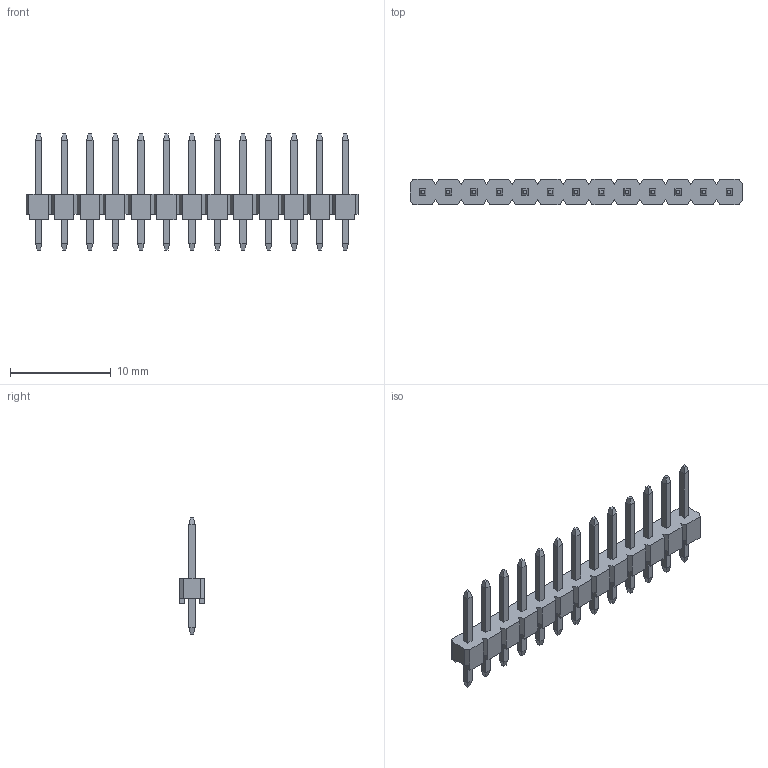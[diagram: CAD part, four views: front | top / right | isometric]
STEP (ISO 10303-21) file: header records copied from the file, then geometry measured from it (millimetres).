
FILE_DESCRIPTION(('STEP AP214'),'1');
FILE_NAME('43740.stp','2020-03-09T07:04:40',('TraceParts'),('TraceParts S.A.'),'Spatial InterOp 3D',' ',' ');
FILE_SCHEMA(('AUTOMOTIVE_DESIGN { 1 0 10303 214 1 1 1 1 }'));
Length unit declared in the file: millimetre
Products named in the file (1): 43740_1
Bounding box: 33.02 x 2.54 x 11.54 mm (x, y, z)
Volume: 220.8 mm3; surface area: 826.8 mm2
Topology: 14 solids, 14 shells, 420 faces, 1024 edges, 632 vertices
Faces by surface type: plane 420
Entity records: 13428 total; most frequent: CARTESIAN_POINT 2090, ORIENTED_EDGE 2048, DIRECTION 1892, EDGE_CURVE 1024, LINE 1024, VECTOR 1024, VERTEX_POINT 632, EDGE_LOOP 446
